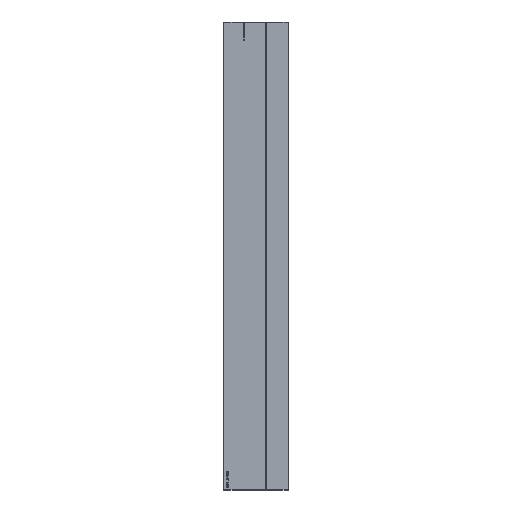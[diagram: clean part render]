
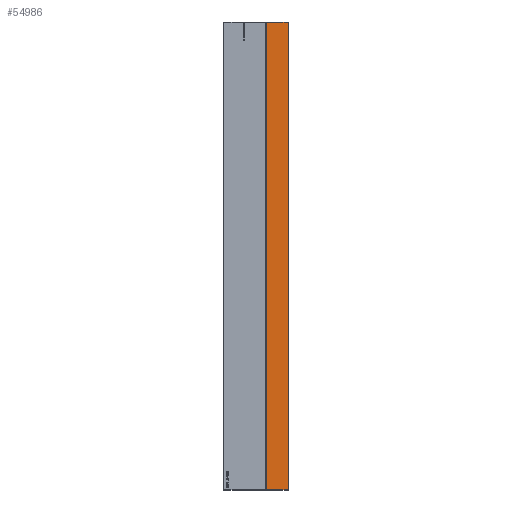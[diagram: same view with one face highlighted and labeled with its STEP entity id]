
A CAD part, left-side view. The second image highlights one B-rep face of the part: STEP entity #54986.
In plain terms, the highlighted planar face has unit normal (-1, 0, 0).
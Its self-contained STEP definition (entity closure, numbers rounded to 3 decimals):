
#52684 = PLANE('',#52685);
#52685 = AXIS2_PLACEMENT_3D('',#52686,#52687,#52688);
#52686 = CARTESIAN_POINT('',(-29.925,8.505,0.));
#52687 = DIRECTION('',(0.707,-0.707,
    0.));
#52688 = DIRECTION('',(0.,0.,1.));
#53126 = PLANE('',#53127);
#53127 = AXIS2_PLACEMENT_3D('',#53128,#53129,#53130);
#53128 = CARTESIAN_POINT('',(-29.925,0.,0.075));
#53129 = DIRECTION('',(0.707,0.,0.707));
#53130 = DIRECTION('',(0.,-1.,0.));
#53428 = PLANE('',#53429);
#53429 = AXIS2_PLACEMENT_3D('',#53430,#53431,#53432);
#53430 = CARTESIAN_POINT('',(-29.925,0.,179.925));
#53431 = DIRECTION('',(-0.707,0.,0.707));
#53432 = DIRECTION('',(0.,-1.,0.));
#53716 = VERTEX_POINT('',#53717);
#53717 = CARTESIAN_POINT('',(-30.,8.43,179.85));
#53738 = EDGE_CURVE('',#53739,#53716,#53741,.T.);
#53739 = VERTEX_POINT('',#53740);
#53740 = CARTESIAN_POINT('',(-30.,8.43,0.15));
#53741 = SURFACE_CURVE('',#53742,(#53746,#53753),.PCURVE_S1.);
#53742 = LINE('',#53743,#53744);
#53743 = CARTESIAN_POINT('',(-30.,8.43,0.));
#53744 = VECTOR('',#53745,1.);
#53745 = DIRECTION('',(0.,0.,1.));
#53746 = PCURVE('',#52684,#53747);
#53747 = DEFINITIONAL_REPRESENTATION('',(#53748),#53752);
#53748 = LINE('',#53749,#53750);
#53749 = CARTESIAN_POINT('',(0.,0.106));
#53750 = VECTOR('',#53751,1.);
#53751 = DIRECTION('',(1.,0.));
#53752 = ( GEOMETRIC_REPRESENTATION_CONTEXT(2) 
PARAMETRIC_REPRESENTATION_CONTEXT() REPRESENTATION_CONTEXT('2D SPACE',''
  ) );
#53753 = PCURVE('',#53754,#53759);
#53754 = PLANE('',#53755);
#53755 = AXIS2_PLACEMENT_3D('',#53756,#53757,#53758);
#53756 = CARTESIAN_POINT('',(-30.,0.,0.));
#53757 = DIRECTION('',(-1.,0.,0.));
#53758 = DIRECTION('',(0.,1.,0.));
#53759 = DEFINITIONAL_REPRESENTATION('',(#53760),#53764);
#53760 = LINE('',#53761,#53762);
#53761 = CARTESIAN_POINT('',(8.43,0.));
#53762 = VECTOR('',#53763,1.);
#53763 = DIRECTION('',(0.,-1.));
#53764 = ( GEOMETRIC_REPRESENTATION_CONTEXT(2) 
PARAMETRIC_REPRESENTATION_CONTEXT() REPRESENTATION_CONTEXT('2D SPACE',''
  ) );
#54283 = VERTEX_POINT('',#54284);
#54284 = CARTESIAN_POINT('',(-30.,0.15,0.15));
#54310 = EDGE_CURVE('',#54283,#53739,#54311,.T.);
#54311 = SURFACE_CURVE('',#54312,(#54316,#54323),.PCURVE_S1.);
#54312 = LINE('',#54313,#54314);
#54313 = CARTESIAN_POINT('',(-30.,0.,0.15));
#54314 = VECTOR('',#54315,1.);
#54315 = DIRECTION('',(0.,1.,0.));
#54316 = PCURVE('',#53126,#54317);
#54317 = DEFINITIONAL_REPRESENTATION('',(#54318),#54322);
#54318 = LINE('',#54319,#54320);
#54319 = CARTESIAN_POINT('',(0.,-0.106));
#54320 = VECTOR('',#54321,1.);
#54321 = DIRECTION('',(-1.,0.));
#54322 = ( GEOMETRIC_REPRESENTATION_CONTEXT(2) 
PARAMETRIC_REPRESENTATION_CONTEXT() REPRESENTATION_CONTEXT('2D SPACE',''
  ) );
#54323 = PCURVE('',#53754,#54324);
#54324 = DEFINITIONAL_REPRESENTATION('',(#54325),#54329);
#54325 = LINE('',#54326,#54327);
#54326 = CARTESIAN_POINT('',(0.,-0.15));
#54327 = VECTOR('',#54328,1.);
#54328 = DIRECTION('',(1.,0.));
#54329 = ( GEOMETRIC_REPRESENTATION_CONTEXT(2) 
PARAMETRIC_REPRESENTATION_CONTEXT() REPRESENTATION_CONTEXT('2D SPACE',''
  ) );
#54736 = VERTEX_POINT('',#54737);
#54737 = CARTESIAN_POINT('',(-30.,0.15,179.85));
#54763 = EDGE_CURVE('',#54736,#53716,#54764,.T.);
#54764 = SURFACE_CURVE('',#54765,(#54769,#54776),.PCURVE_S1.);
#54765 = LINE('',#54766,#54767);
#54766 = CARTESIAN_POINT('',(-30.,0.,179.85));
#54767 = VECTOR('',#54768,1.);
#54768 = DIRECTION('',(0.,1.,0.));
#54769 = PCURVE('',#53428,#54770);
#54770 = DEFINITIONAL_REPRESENTATION('',(#54771),#54775);
#54771 = LINE('',#54772,#54773);
#54772 = CARTESIAN_POINT('',(0.,-0.106));
#54773 = VECTOR('',#54774,1.);
#54774 = DIRECTION('',(-1.,0.));
#54775 = ( GEOMETRIC_REPRESENTATION_CONTEXT(2) 
PARAMETRIC_REPRESENTATION_CONTEXT() REPRESENTATION_CONTEXT('2D SPACE',''
  ) );
#54776 = PCURVE('',#53754,#54777);
#54777 = DEFINITIONAL_REPRESENTATION('',(#54778),#54782);
#54778 = LINE('',#54779,#54780);
#54779 = CARTESIAN_POINT('',(0.,-179.85));
#54780 = VECTOR('',#54781,1.);
#54781 = DIRECTION('',(1.,0.));
#54782 = ( GEOMETRIC_REPRESENTATION_CONTEXT(2) 
PARAMETRIC_REPRESENTATION_CONTEXT() REPRESENTATION_CONTEXT('2D SPACE',''
  ) );
#54986 = ADVANCED_FACE('',(#54987),#53754,.T.);
#54987 = FACE_BOUND('',#54988,.T.);
#54988 = EDGE_LOOP('',(#54989,#54990,#54991,#55017));
#54989 = ORIENTED_EDGE('',*,*,#53738,.F.);
#54990 = ORIENTED_EDGE('',*,*,#54310,.F.);
#54991 = ORIENTED_EDGE('',*,*,#54992,.T.);
#54992 = EDGE_CURVE('',#54283,#54736,#54993,.T.);
#54993 = SURFACE_CURVE('',#54994,(#54998,#55005),.PCURVE_S1.);
#54994 = LINE('',#54995,#54996);
#54995 = CARTESIAN_POINT('',(-30.,0.15,0.));
#54996 = VECTOR('',#54997,1.);
#54997 = DIRECTION('',(0.,0.,1.));
#54998 = PCURVE('',#53754,#54999);
#54999 = DEFINITIONAL_REPRESENTATION('',(#55000),#55004);
#55000 = LINE('',#55001,#55002);
#55001 = CARTESIAN_POINT('',(0.15,0.));
#55002 = VECTOR('',#55003,1.);
#55003 = DIRECTION('',(0.,-1.));
#55004 = ( GEOMETRIC_REPRESENTATION_CONTEXT(2) 
PARAMETRIC_REPRESENTATION_CONTEXT() REPRESENTATION_CONTEXT('2D SPACE',''
  ) );
#55005 = PCURVE('',#55006,#55011);
#55006 = PLANE('',#55007);
#55007 = AXIS2_PLACEMENT_3D('',#55008,#55009,#55010);
#55008 = CARTESIAN_POINT('',(-29.925,0.075,0.));
#55009 = DIRECTION('',(0.707,0.707,
    0.));
#55010 = DIRECTION('',(0.,0.,1.));
#55011 = DEFINITIONAL_REPRESENTATION('',(#55012),#55016);
#55012 = LINE('',#55013,#55014);
#55013 = CARTESIAN_POINT('',(0.,-0.106));
#55014 = VECTOR('',#55015,1.);
#55015 = DIRECTION('',(1.,0.));
#55016 = ( GEOMETRIC_REPRESENTATION_CONTEXT(2) 
PARAMETRIC_REPRESENTATION_CONTEXT() REPRESENTATION_CONTEXT('2D SPACE',''
  ) );
#55017 = ORIENTED_EDGE('',*,*,#54763,.T.);
